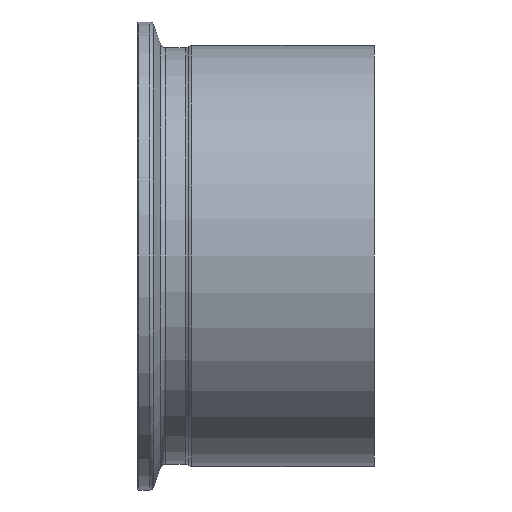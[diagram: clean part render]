
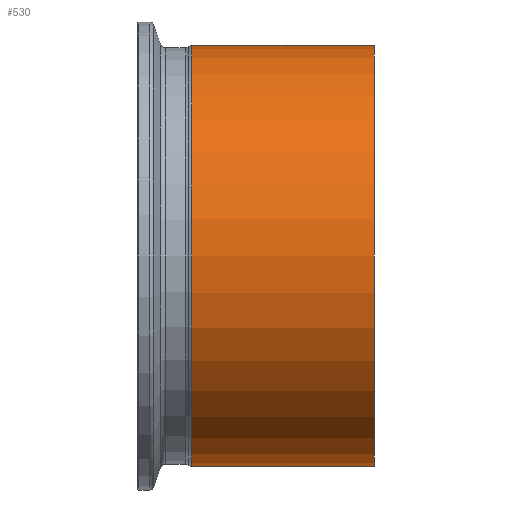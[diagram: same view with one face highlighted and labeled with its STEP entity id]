
A CAD part, front view. The second image highlights one B-rep face of the part: STEP entity #530.
In plain terms, the highlighted cylindrical face has radius 40.945 mm (diameter 81.89 mm), a partial arc.
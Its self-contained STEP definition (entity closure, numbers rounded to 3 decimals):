
#8 = ORIENTED_EDGE ( 'NONE', *, *, #330, .F. ) ;
#11 = CARTESIAN_POINT ( 'NONE',  ( 0., 0., 40.945 ) ) ;
#34 = AXIS2_PLACEMENT_3D ( 'NONE', #881, #537, #524 ) ;
#57 = AXIS2_PLACEMENT_3D ( 'NONE', #577, #699, #508 ) ;
#89 = VERTEX_POINT ( 'NONE', #397 ) ;
#101 = CIRCLE ( 'NONE', #57, 40.945 ) ;
#130 = ORIENTED_EDGE ( 'NONE', *, *, #386, .T. ) ;
#132 = FACE_OUTER_BOUND ( 'NONE', #787, .T. ) ;
#217 = CARTESIAN_POINT ( 'NONE',  ( 10.502, 0., 40.945 ) ) ;
#220 = LINE ( 'NONE', #11, #297 ) ;
#272 = VECTOR ( 'NONE', #287, 1000. ) ;
#282 = VERTEX_POINT ( 'NONE', #680 ) ;
#287 = DIRECTION ( 'NONE',  ( -1., 0., 0. ) ) ;
#297 = VECTOR ( 'NONE', #721, 1000. ) ;
#320 = ORIENTED_EDGE ( 'NONE', *, *, #402, .F. ) ;
#330 = EDGE_CURVE ( 'NONE', #89, #523, #774, .T. ) ;
#345 = CARTESIAN_POINT ( 'NONE',  ( 10.502, 0., -40.945 ) ) ;
#386 = EDGE_CURVE ( 'NONE', #282, #641, #220, .T. ) ;
#397 = CARTESIAN_POINT ( 'NONE',  ( 46., 0., -40.945 ) ) ;
#402 = EDGE_CURVE ( 'NONE', #523, #641, #101, .T. ) ;
#429 = CARTESIAN_POINT ( 'NONE',  ( 0., 0., -40.945 ) ) ;
#485 = CARTESIAN_POINT ( 'NONE',  ( 0., 0., 0. ) ) ;
#508 = DIRECTION ( 'NONE',  ( 0., 0., 1. ) ) ;
#523 = VERTEX_POINT ( 'NONE', #345 ) ;
#524 = DIRECTION ( 'NONE',  ( 0., 0., 1. ) ) ;
#530 = ADVANCED_FACE ( 'NONE', ( #132 ), #623, .T. ) ;
#537 = DIRECTION ( 'NONE',  ( -1., 0., 0. ) ) ;
#577 = CARTESIAN_POINT ( 'NONE',  ( 10.502, 0., 0. ) ) ;
#623 = CYLINDRICAL_SURFACE ( 'NONE', #637, 40.945 ) ;
#630 = DIRECTION ( 'NONE',  ( 0., 0., 1. ) ) ;
#637 = AXIS2_PLACEMENT_3D ( 'NONE', #485, #820, #630 ) ;
#641 = VERTEX_POINT ( 'NONE', #217 ) ;
#680 = CARTESIAN_POINT ( 'NONE',  ( 46., 0., 40.945 ) ) ;
#699 = DIRECTION ( 'NONE',  ( -1., 0., 0. ) ) ;
#721 = DIRECTION ( 'NONE',  ( -1., 0., 0. ) ) ;
#763 = ORIENTED_EDGE ( 'NONE', *, *, #792, .T. ) ;
#774 = LINE ( 'NONE', #429, #272 ) ;
#787 = EDGE_LOOP ( 'NONE', ( #8, #763, #130, #320 ) ) ;
#792 = EDGE_CURVE ( 'NONE', #89, #282, #826, .T. ) ;
#820 = DIRECTION ( 'NONE',  ( -1., 0., 0. ) ) ;
#826 = CIRCLE ( 'NONE', #34, 40.945 ) ;
#881 = CARTESIAN_POINT ( 'NONE',  ( 46., 0., 0. ) ) ;
